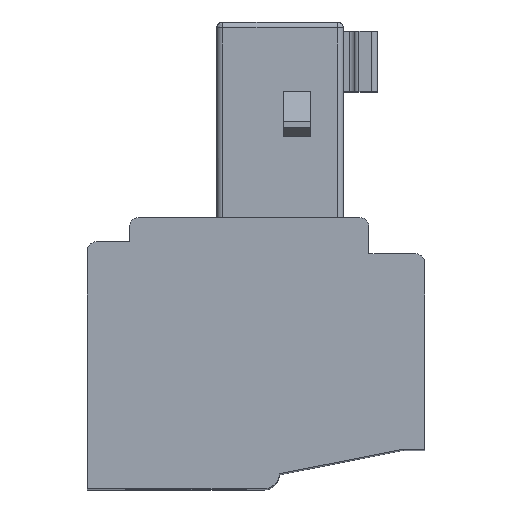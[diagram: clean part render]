
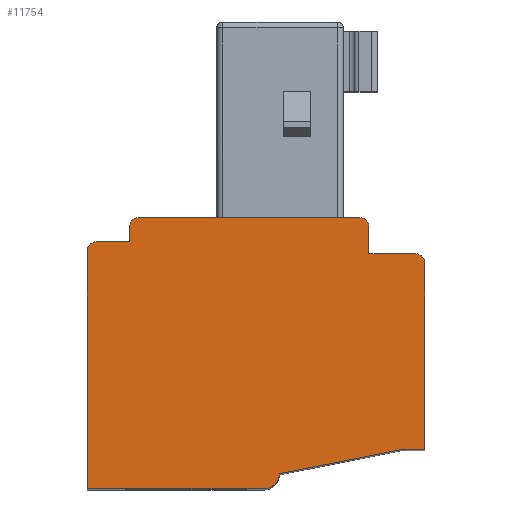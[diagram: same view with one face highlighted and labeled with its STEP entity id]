
A CAD part, top view. The second image highlights one B-rep face of the part: STEP entity #11754.
In plain terms, the highlighted planar face has unit normal (0, 0, 1).
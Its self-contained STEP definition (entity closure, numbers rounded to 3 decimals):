
#20 = DIRECTION ( 'NONE',  ( 1., 0., 0. ) ) ;
#29 = CARTESIAN_POINT ( 'NONE',  ( 11.2, 1.3, 9.92 ) ) ;
#145 = LINE ( 'NONE', #2015, #10960 ) ;
#183 = CARTESIAN_POINT ( 'NONE',  ( 0., 0., 9.92 ) ) ;
#194 = LINE ( 'NONE', #8043, #1583 ) ;
#213 = DIRECTION ( 'NONE',  ( 1., 0., 0. ) ) ;
#216 = VERTEX_POINT ( 'NONE', #5655 ) ;
#251 = DIRECTION ( 'NONE',  ( 0., 1., 0. ) ) ;
#346 = ORIENTED_EDGE ( 'NONE', *, *, #10302, .T. ) ;
#400 = DIRECTION ( 'NONE',  ( 0.981, 0.194, 0. ) ) ;
#522 = CARTESIAN_POINT ( 'NONE',  ( 11.2, 7.5, 9.92 ) ) ;
#863 = CARTESIAN_POINT ( 'NONE',  ( 9.35, 7.8, 9.92 ) ) ;
#917 = DIRECTION ( 'NONE',  ( 0., 0., 1. ) ) ;
#1150 = VECTOR ( 'NONE', #5903, 1000. ) ;
#1214 = AXIS2_PLACEMENT_3D ( 'NONE', #7897, #917, #5907 ) ;
#1253 = LINE ( 'NONE', #12409, #5593 ) ;
#1459 = EDGE_CURVE ( 'NONE', #10276, #7996, #8650, .T. ) ;
#1583 = VECTOR ( 'NONE', #5120, 1000. ) ;
#1616 = CARTESIAN_POINT ( 'NONE',  ( 6.375, 0.5, 9.92 ) ) ;
#1624 = EDGE_LOOP ( 'NONE', ( #3766, #12282, #5435, #346, #2310, #12776, #10222, #7508, #3257, #10408, #12089, #2044, #11231, #5618, #6752, #3040 ) ) ;
#1692 = PLANE ( 'NONE',  #3244 ) ;
#2015 = CARTESIAN_POINT ( 'NONE',  ( 6.375, 0., 9.92 ) ) ;
#2044 = ORIENTED_EDGE ( 'NONE', *, *, #1459, .T. ) ;
#2131 = LINE ( 'NONE', #4877, #2618 ) ;
#2310 = ORIENTED_EDGE ( 'NONE', *, *, #11528, .T. ) ;
#2371 = LINE ( 'NONE', #183, #4434 ) ;
#2388 = CARTESIAN_POINT ( 'NONE',  ( 6.375, 0.5, 9.92 ) ) ;
#2477 = DIRECTION ( 'NONE',  ( 0., -1., 0. ) ) ;
#2522 = EDGE_CURVE ( 'NONE', #10038, #7996, #2371, .T. ) ;
#2618 = VECTOR ( 'NONE', #11142, 1000. ) ;
#2998 = DIRECTION ( 'NONE',  ( -1., 0., 0. ) ) ;
#3021 = VERTEX_POINT ( 'NONE', #1616 ) ;
#3040 = ORIENTED_EDGE ( 'NONE', *, *, #4466, .T. ) ;
#3144 = CARTESIAN_POINT ( 'NONE',  ( 0., 0., 9.92 ) ) ;
#3244 = AXIS2_PLACEMENT_3D ( 'NONE', #5754, #9786, #4152 ) ;
#3251 = EDGE_CURVE ( 'NONE', #10038, #10963, #145, .T. ) ;
#3257 = ORIENTED_EDGE ( 'NONE', *, *, #3308, .F. ) ;
#3308 = EDGE_CURVE ( 'NONE', #7733, #216, #10333, .T. ) ;
#3357 = VECTOR ( 'NONE', #400, 1000. ) ;
#3511 = DIRECTION ( 'NONE',  ( 0., 0., 1. ) ) ;
#3766 = ORIENTED_EDGE ( 'NONE', *, *, #8273, .F. ) ;
#4077 = CARTESIAN_POINT ( 'NONE',  ( 0., 8.2, 9.92 ) ) ;
#4088 = VECTOR ( 'NONE', #8308, 1000. ) ;
#4152 = DIRECTION ( 'NONE',  ( 1., 0., 0. ) ) ;
#4206 = EDGE_CURVE ( 'NONE', #10276, #10406, #9056, .T. ) ;
#4355 = CARTESIAN_POINT ( 'NONE',  ( 9.05, 8.7, 9.92 ) ) ;
#4390 = CARTESIAN_POINT ( 'NONE',  ( 6.375, 9., 9.92 ) ) ;
#4434 = VECTOR ( 'NONE', #6438, 1000. ) ;
#4460 = CARTESIAN_POINT ( 'NONE',  ( 10.9, 7.5, 9.92 ) ) ;
#4466 = EDGE_CURVE ( 'NONE', #3021, #6036, #11484, .T. ) ;
#4877 = CARTESIAN_POINT ( 'NONE',  ( 1.4, 8., 9.92 ) ) ;
#4886 = VERTEX_POINT ( 'NONE', #10420 ) ;
#4973 = CIRCLE ( 'NONE', #9413, 0.3 ) ;
#5062 = AXIS2_PLACEMENT_3D ( 'NONE', #6066, #12102, #2998 ) ;
#5120 = DIRECTION ( 'NONE',  ( 0., 1., 0. ) ) ;
#5262 = EDGE_CURVE ( 'NONE', #8675, #216, #11413, .T. ) ;
#5387 = LINE ( 'NONE', #6314, #4088 ) ;
#5435 = ORIENTED_EDGE ( 'NONE', *, *, #9655, .T. ) ;
#5582 = CARTESIAN_POINT ( 'NONE',  ( 0.3, 8.2, 9.92 ) ) ;
#5591 = AXIS2_PLACEMENT_3D ( 'NONE', #11853, #7810, #10841 ) ;
#5593 = VECTOR ( 'NONE', #251, 1000. ) ;
#5618 = ORIENTED_EDGE ( 'NONE', *, *, #3251, .T. ) ;
#5655 = CARTESIAN_POINT ( 'NONE',  ( 1.7, 9., 9.92 ) ) ;
#5754 = CARTESIAN_POINT ( 'NONE',  ( 6.375, 0., 9.92 ) ) ;
#5819 = CARTESIAN_POINT ( 'NONE',  ( 1.4, 8.7, 9.92 ) ) ;
#5903 = DIRECTION ( 'NONE',  ( -1., 0., 0. ) ) ;
#5907 = DIRECTION ( 'NONE',  ( -1., 0., 0. ) ) ;
#5919 = VECTOR ( 'NONE', #213, 1000. ) ;
#5981 = CARTESIAN_POINT ( 'NONE',  ( 1.4, 8.2, 9.92 ) ) ;
#6036 = VERTEX_POINT ( 'NONE', #11515 ) ;
#6066 = CARTESIAN_POINT ( 'NONE',  ( 1.7, 8.7, 9.92 ) ) ;
#6285 = DIRECTION ( 'NONE',  ( 0., 0., -1. ) ) ;
#6314 = CARTESIAN_POINT ( 'NONE',  ( 6.375, 7.8, 9.92 ) ) ;
#6438 = DIRECTION ( 'NONE',  ( 0., 1., 0. ) ) ;
#6607 = LINE ( 'NONE', #7594, #10253 ) ;
#6646 = AXIS2_PLACEMENT_3D ( 'NONE', #4355, #6285, #8403 ) ;
#6752 = ORIENTED_EDGE ( 'NONE', *, *, #10001, .F. ) ;
#7508 = ORIENTED_EDGE ( 'NONE', *, *, #5262, .T. ) ;
#7529 = CARTESIAN_POINT ( 'NONE',  ( 0., 7.9, 9.92 ) ) ;
#7548 = CARTESIAN_POINT ( 'NONE',  ( 9.05, 9., 9.92 ) ) ;
#7594 = CARTESIAN_POINT ( 'NONE',  ( 9.35, 9., 9.92 ) ) ;
#7709 = CARTESIAN_POINT ( 'NONE',  ( 10.5, 1.3, 9.92 ) ) ;
#7714 = CIRCLE ( 'NONE', #5591, 0.5 ) ;
#7733 = VERTEX_POINT ( 'NONE', #5819 ) ;
#7810 = DIRECTION ( 'NONE',  ( 0., 0., -1. ) ) ;
#7875 = CARTESIAN_POINT ( 'NONE',  ( 5.875, 0., 9.92 ) ) ;
#7897 = CARTESIAN_POINT ( 'NONE',  ( 0.3, 7.9, 9.92 ) ) ;
#7996 = VERTEX_POINT ( 'NONE', #7529 ) ;
#8043 = CARTESIAN_POINT ( 'NONE',  ( 11.2, 0., 9.92 ) ) ;
#8088 = CARTESIAN_POINT ( 'NONE',  ( 11.2, 1.3, 9.92 ) ) ;
#8273 = EDGE_CURVE ( 'NONE', #9571, #6036, #1253, .T. ) ;
#8308 = DIRECTION ( 'NONE',  ( -1., 0., 0. ) ) ;
#8403 = DIRECTION ( 'NONE',  ( -1., 0., 0. ) ) ;
#8404 = VERTEX_POINT ( 'NONE', #522 ) ;
#8504 = DIRECTION ( 'NONE',  ( -1., 0., 0. ) ) ;
#8506 = DIRECTION ( 'NONE',  ( -1., 0., 0. ) ) ;
#8650 = CIRCLE ( 'NONE', #1214, 0.3 ) ;
#8675 = VERTEX_POINT ( 'NONE', #7548 ) ;
#9029 = VERTEX_POINT ( 'NONE', #29 ) ;
#9056 = LINE ( 'NONE', #4077, #5919 ) ;
#9075 = EDGE_CURVE ( 'NONE', #11910, #9583, #6607, .T. ) ;
#9413 = AXIS2_PLACEMENT_3D ( 'NONE', #4460, #3511, #8506 ) ;
#9571 = VERTEX_POINT ( 'NONE', #7709 ) ;
#9583 = VERTEX_POINT ( 'NONE', #863 ) ;
#9655 = EDGE_CURVE ( 'NONE', #9029, #8404, #194, .T. ) ;
#9786 = DIRECTION ( 'NONE',  ( 0., 0., 1. ) ) ;
#10001 = EDGE_CURVE ( 'NONE', #3021, #10963, #7714, .T. ) ;
#10038 = VERTEX_POINT ( 'NONE', #3144 ) ;
#10222 = ORIENTED_EDGE ( 'NONE', *, *, #11107, .F. ) ;
#10253 = VECTOR ( 'NONE', #2477, 1000. ) ;
#10276 = VERTEX_POINT ( 'NONE', #5582 ) ;
#10302 = EDGE_CURVE ( 'NONE', #8404, #4886, #4973, .T. ) ;
#10333 = CIRCLE ( 'NONE', #5062, 0.3 ) ;
#10406 = VERTEX_POINT ( 'NONE', #5981 ) ;
#10408 = ORIENTED_EDGE ( 'NONE', *, *, #12084, .F. ) ;
#10420 = CARTESIAN_POINT ( 'NONE',  ( 10.9, 7.8, 9.92 ) ) ;
#10532 = LINE ( 'NONE', #8088, #1150 ) ;
#10774 = FACE_OUTER_BOUND ( 'NONE', #1624, .T. ) ;
#10841 = DIRECTION ( 'NONE',  ( -1., 0., 0. ) ) ;
#10960 = VECTOR ( 'NONE', #20, 1000. ) ;
#10963 = VERTEX_POINT ( 'NONE', #7875 ) ;
#11107 = EDGE_CURVE ( 'NONE', #8675, #11910, #12358, .T. ) ;
#11142 = DIRECTION ( 'NONE',  ( 0., 1., 0. ) ) ;
#11231 = ORIENTED_EDGE ( 'NONE', *, *, #2522, .F. ) ;
#11413 = LINE ( 'NONE', #4390, #11441 ) ;
#11441 = VECTOR ( 'NONE', #8504, 1000. ) ;
#11484 = LINE ( 'NONE', #2388, #3357 ) ;
#11515 = CARTESIAN_POINT ( 'NONE',  ( 10.5, 1.315, 9.92 ) ) ;
#11528 = EDGE_CURVE ( 'NONE', #4886, #9583, #5387, .T. ) ;
#11568 = CARTESIAN_POINT ( 'NONE',  ( 9.35, 8.7, 9.92 ) ) ;
#11754 = ADVANCED_FACE ( 'NONE', ( #10774 ), #1692, .T. ) ;
#11853 = CARTESIAN_POINT ( 'NONE',  ( 5.875, 0.5, 9.92 ) ) ;
#11910 = VERTEX_POINT ( 'NONE', #11568 ) ;
#12084 = EDGE_CURVE ( 'NONE', #10406, #7733, #2131, .T. ) ;
#12089 = ORIENTED_EDGE ( 'NONE', *, *, #4206, .F. ) ;
#12102 = DIRECTION ( 'NONE',  ( 0., 0., -1. ) ) ;
#12282 = ORIENTED_EDGE ( 'NONE', *, *, #12768, .F. ) ;
#12358 = CIRCLE ( 'NONE', #6646, 0.3 ) ;
#12409 = CARTESIAN_POINT ( 'NONE',  ( 10.5, 1.3, 9.92 ) ) ;
#12768 = EDGE_CURVE ( 'NONE', #9029, #9571, #10532, .T. ) ;
#12776 = ORIENTED_EDGE ( 'NONE', *, *, #9075, .F. ) ;
